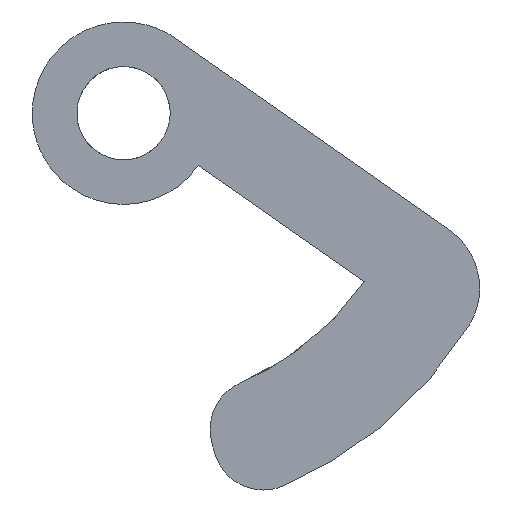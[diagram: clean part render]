
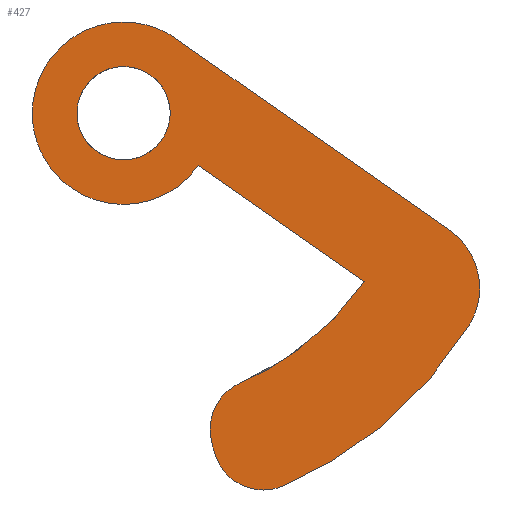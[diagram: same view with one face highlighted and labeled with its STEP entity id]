
A CAD part, front view. The second image highlights one B-rep face of the part: STEP entity #427.
In plain terms, the highlighted free-form (B-spline) face has degree [1, 1] with [2, 2] control points.
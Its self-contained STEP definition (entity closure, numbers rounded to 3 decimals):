
#32 = VERTEX_POINT('',#33);
#33 = CARTESIAN_POINT('',(-28.568,0.005,
    -166.67));
#38 = EDGE_CURVE('',#32,#39,#41,.T.);
#39 = VERTEX_POINT('',#40);
#40 = CARTESIAN_POINT('',(-37.573,0.005,
    -174.022));
#41 = ( BOUNDED_CURVE() B_SPLINE_CURVE(2,(#42,#43,#44),.UNSPECIFIED.,.F.
,.F.) B_SPLINE_CURVE_WITH_KNOTS((3,3),(0.,0.551),
.PIECEWISE_BEZIER_KNOTS.) CURVE() GEOMETRIC_REPRESENTATION_ITEM() 
RATIONAL_B_SPLINE_CURVE((1.,0.962,1.)) REPRESENTATION_ITEM('') 
  );
#42 = CARTESIAN_POINT('',(-28.568,0.005,
    -166.67));
#43 = CARTESIAN_POINT('',(-32.032,0.005,
    -171.618));
#44 = CARTESIAN_POINT('',(-37.573,0.005,
    -174.022));
#69 = EDGE_CURVE('',#70,#32,#72,.T.);
#70 = VERTEX_POINT('',#71);
#71 = CARTESIAN_POINT('',(-40.648,0.005,
    -158.212));
#72 = B_SPLINE_CURVE_WITH_KNOTS('',1,(#73,#74),.UNSPECIFIED.,.F.,.F.,(2,
    2),(4.5,14.5),.PIECEWISE_BEZIER_KNOTS.);
#73 = CARTESIAN_POINT('',(-40.648,0.005,
    -158.212));
#74 = CARTESIAN_POINT('',(-28.568,0.005,
    -166.67));
#200 = EDGE_CURVE('',#70,#201,#203,.T.);
#201 = VERTEX_POINT('',#202);
#202 = CARTESIAN_POINT('',(-42.278,0.005,
    -148.97));
#203 = ( BOUNDED_CURVE() B_SPLINE_CURVE(2,(#204,#205,#206,#207,#208),
.UNSPECIFIED.,.F.,.F.) B_SPLINE_CURVE_WITH_KNOTS((3,2,3),(0.,
2.356,4.712),.PIECEWISE_BEZIER_KNOTS.) CURVE() 
GEOMETRIC_REPRESENTATION_ITEM() RATIONAL_B_SPLINE_CURVE((1.,
0.383,1.,0.383,1.)) REPRESENTATION_ITEM('') );
#204 = CARTESIAN_POINT('',(-40.648,0.005,
    -158.212));
#205 = CARTESIAN_POINT('',(-49.837,0.005,
    -171.336));
#206 = CARTESIAN_POINT('',(-52.619,0.005,
    -155.558));
#207 = CARTESIAN_POINT('',(-55.401,0.005,
    -139.78));
#208 = CARTESIAN_POINT('',(-42.278,0.005,
    -148.97));
#232 = VERTEX_POINT('',#233);
#233 = CARTESIAN_POINT('',(-34.459,0.005,
    -181.512));
#247 = VERTEX_POINT('',#248);
#248 = CARTESIAN_POINT('',(-20.943,0.005,
    -169.827));
#253 = EDGE_CURVE('',#247,#232,#254,.T.);
#254 = ( BOUNDED_CURVE() B_SPLINE_CURVE(2,(#255,#256,#257),
.UNSPECIFIED.,.F.,.F.) B_SPLINE_CURVE_WITH_KNOTS((3,3),(6.223,
6.838),.PIECEWISE_BEZIER_KNOTS.) CURVE() 
GEOMETRIC_REPRESENTATION_ITEM() RATIONAL_B_SPLINE_CURVE((1.,
0.953,1.)) REPRESENTATION_ITEM('') );
#255 = CARTESIAN_POINT('',(-20.943,0.005,
    -169.827));
#256 = CARTESIAN_POINT('',(-25.844,0.005,
    -177.817));
#257 = CARTESIAN_POINT('',(-34.459,0.005,
    -181.512));
#364 = VERTEX_POINT('',#365);
#365 = CARTESIAN_POINT('',(-22.383,0.005,
    -162.901));
#372 = EDGE_CURVE('',#201,#364,#373,.T.);
#373 = B_SPLINE_CURVE_WITH_KNOTS('',1,(#374,#375),.UNSPECIFIED.,.F.,.F.,
  (2,2),(0.,16.47),.PIECEWISE_BEZIER_KNOTS.);
#374 = CARTESIAN_POINT('',(-42.278,0.005,
    -148.97));
#375 = CARTESIAN_POINT('',(-22.383,0.005,
    -162.901));
#385 = EDGE_CURVE('',#364,#247,#386,.T.);
#386 = ( BOUNDED_CURVE() B_SPLINE_CURVE(2,(#387,#388,#389),
.UNSPECIFIED.,.F.,.F.) B_SPLINE_CURVE_WITH_KNOTS((3,3),(5.528,
7.038),.PIECEWISE_BEZIER_KNOTS.) CURVE() 
GEOMETRIC_REPRESENTATION_ITEM() RATIONAL_B_SPLINE_CURVE((1.,
0.728,1.)) REPRESENTATION_ITEM('') );
#387 = CARTESIAN_POINT('',(-22.383,0.005,
    -162.901));
#388 = CARTESIAN_POINT('',(-18.403,0.005,
    -165.687));
#389 = CARTESIAN_POINT('',(-20.943,0.005,
    -169.827));
#427 = ADVANCED_FACE('',(#428,#442),#471,.F.);
#428 = FACE_BOUND('',#429,.T.);
#429 = EDGE_LOOP('',(#430));
#430 = ORIENTED_EDGE('',*,*,#431,.T.);
#431 = EDGE_CURVE('',#432,#432,#434,.T.);
#432 = VERTEX_POINT('',#433);
#433 = CARTESIAN_POINT('',(-42.692,0.005,
    -154.406));
#434 = ( BOUNDED_CURVE() B_SPLINE_CURVE(2,(#435,#436,#437,#438,#439,#440
,#441),.UNSPECIFIED.,.T.,.F.) B_SPLINE_CURVE_WITH_KNOTS((1,2,2,2,2,1),(
    -2.094,0.,2.094,4.189,6.283,
8.378),.UNSPECIFIED.) CURVE() GEOMETRIC_REPRESENTATION_ITEM() 
RATIONAL_B_SPLINE_CURVE((1.,0.5,1.,0.5,1.,0.5,1.)) REPRESENTATION_ITEM(
  '') );
#435 = CARTESIAN_POINT('',(-42.692,0.005,
    -154.406));
#436 = CARTESIAN_POINT('',(-42.692,0.005,
    -160.28));
#437 = CARTESIAN_POINT('',(-47.78,0.005,
    -157.343));
#438 = CARTESIAN_POINT('',(-52.868,0.005,
    -154.406));
#439 = CARTESIAN_POINT('',(-47.78,0.005,
    -151.468));
#440 = CARTESIAN_POINT('',(-42.692,0.005,
    -148.531));
#441 = CARTESIAN_POINT('',(-42.692,0.005,
    -154.406));
#442 = FACE_BOUND('',#443,.T.);
#443 = EDGE_LOOP('',(#444,#452,#459,#465,#466,#467,#468,#469,#470));
#444 = ORIENTED_EDGE('',*,*,#445,.F.);
#445 = EDGE_CURVE('',#446,#39,#448,.T.);
#446 = VERTEX_POINT('',#447);
#447 = CARTESIAN_POINT('',(-39.666,0.005,
    -178.358));
#448 = ( BOUNDED_CURVE() B_SPLINE_CURVE(2,(#449,#450,#451),
.UNSPECIFIED.,.F.,.F.) B_SPLINE_CURVE_WITH_KNOTS((3,3),(5.572,
6.995),.PIECEWISE_BEZIER_KNOTS.) CURVE() 
GEOMETRIC_REPRESENTATION_ITEM() RATIONAL_B_SPLINE_CURVE((1.,
0.757,1.)) REPRESENTATION_ITEM('') );
#449 = CARTESIAN_POINT('',(-39.666,0.005,
    -178.358));
#450 = CARTESIAN_POINT('',(-40.489,0.005,
    -175.287));
#451 = CARTESIAN_POINT('',(-37.573,0.005,
    -174.022));
#452 = ORIENTED_EDGE('',*,*,#453,.T.);
#453 = EDGE_CURVE('',#446,#454,#456,.T.);
#454 = VERTEX_POINT('',#455);
#455 = CARTESIAN_POINT('',(-39.473,0.005,
    -179.078));
#456 = B_SPLINE_CURVE_WITH_KNOTS('',1,(#457,#458),.UNSPECIFIED.,.F.,.F.,
  (2,2),(16.815,17.321),.PIECEWISE_BEZIER_KNOTS.);
#457 = CARTESIAN_POINT('',(-39.666,0.005,
    -178.358));
#458 = CARTESIAN_POINT('',(-39.473,0.005,
    -179.078));
#459 = ORIENTED_EDGE('',*,*,#460,.F.);
#460 = EDGE_CURVE('',#232,#454,#461,.T.);
#461 = ( BOUNDED_CURVE() B_SPLINE_CURVE(2,(#462,#463,#464),
.UNSPECIFIED.,.F.,.F.) B_SPLINE_CURVE_WITH_KNOTS((3,3),(5.426,
7.14),.PIECEWISE_BEZIER_KNOTS.) CURVE() 
GEOMETRIC_REPRESENTATION_ITEM() RATIONAL_B_SPLINE_CURVE((1.,
0.655,1.)) REPRESENTATION_ITEM('') );
#462 = CARTESIAN_POINT('',(-34.459,0.005,
    -181.512));
#463 = CARTESIAN_POINT('',(-38.371,0.005,
    -183.19));
#464 = CARTESIAN_POINT('',(-39.473,0.005,
    -179.078));
#465 = ORIENTED_EDGE('',*,*,#253,.F.);
#466 = ORIENTED_EDGE('',*,*,#385,.F.);
#467 = ORIENTED_EDGE('',*,*,#372,.F.);
#468 = ORIENTED_EDGE('',*,*,#200,.F.);
#469 = ORIENTED_EDGE('',*,*,#69,.T.);
#470 = ORIENTED_EDGE('',*,*,#38,.T.);
#471 = B_SPLINE_SURFACE_WITH_KNOTS('',1,1,(
    (#472,#473)
    ,(#474,#475
    )),.UNSPECIFIED.,.F.,.F.,.F.,(2,2),(2,2),(-12.25,12.25),(
    -8.678,7.54),.PIECEWISE_BEZIER_KNOTS.);
#472 = CARTESIAN_POINT('',(-47.714,0.005,
    -145.163));
#473 = CARTESIAN_POINT('',(-61.432,0.005,
    -164.755));
#474 = CARTESIAN_POINT('',(-18.118,0.005,
    -165.887));
#475 = CARTESIAN_POINT('',(-31.836,0.005,
    -185.478));
